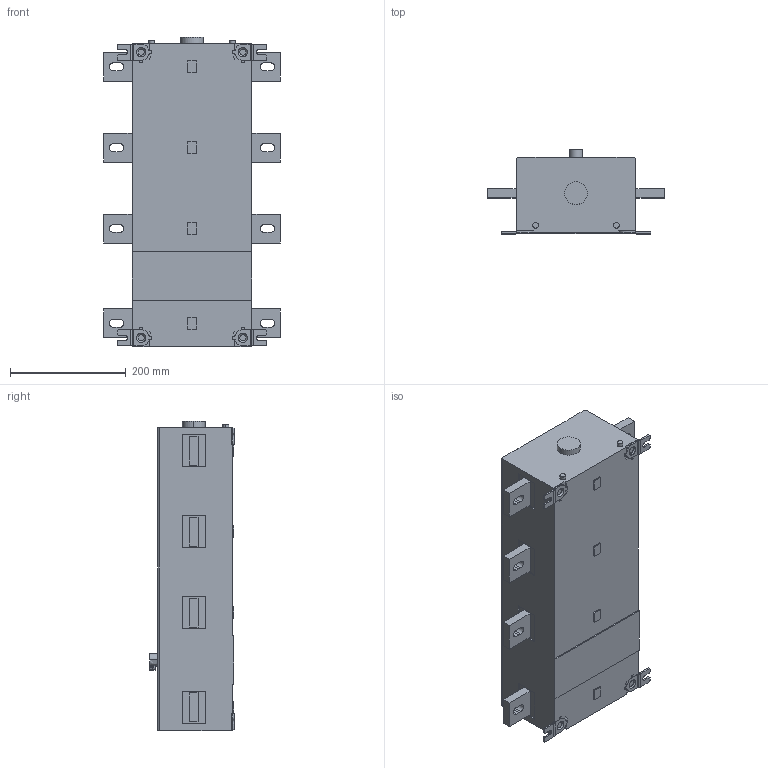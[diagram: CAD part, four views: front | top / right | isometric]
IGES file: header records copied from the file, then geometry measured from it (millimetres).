
Start section:  PTC IGES file: ot1000-1250e13w4_igs.igs
Global section: file name: ot1000-1250e13w4_igs.igs; native system: Creo Parametric by PTC Inc.; preprocessor: 2017480; author: FIALBJO; organization: Unknown; date: 20180822.152320; units: millimetre
Bounding box: 306 x 145.9 x 534.5 mm (x, y, z)
Volume: 14266313.5 mm3; surface area: 478564.9 mm2
Topology: 1 solids, 1 shells, 435 faces, 1206 edges, 806 vertices
Faces by surface type: bspline 270, revolution 165
